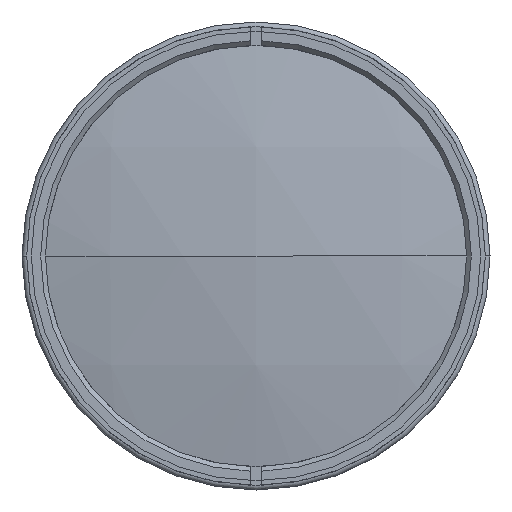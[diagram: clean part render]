
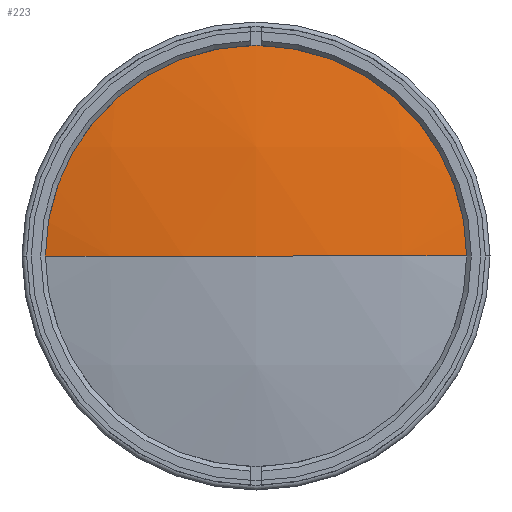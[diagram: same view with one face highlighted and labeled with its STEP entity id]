
A CAD part, left-side view. The second image highlights one B-rep face of the part: STEP entity #223.
In plain terms, the highlighted spherical face has radius 224 mm.
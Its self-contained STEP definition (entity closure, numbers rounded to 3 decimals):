
#37 = CARTESIAN_POINT ( 'NONE',  ( 36.615, 0., 0. ) ) ;
#83 = EDGE_CURVE ( 'NONE', #999, #972, #1290, .T. ) ;
#185 = EDGE_LOOP ( 'NONE', ( #1045, #2209, #1785 ) ) ;
#189 = EDGE_CURVE ( 'NONE', #999, #383, #1855, .T. ) ;
#223 = ADVANCED_FACE ( 'NONE', ( #1341 ), #1156, .T. ) ;
#333 = DIRECTION ( 'NONE',  ( 0., -1., 0. ) ) ;
#383 = VERTEX_POINT ( 'NONE', #1959 ) ;
#497 = DIRECTION ( 'NONE',  ( -1., 0., 0. ) ) ;
#672 = DIRECTION ( 'NONE',  ( 0., 0., -1. ) ) ;
#856 = CARTESIAN_POINT ( 'NONE',  ( 36.615, 0., 0. ) ) ;
#952 = DIRECTION ( 'NONE',  ( 0., 0., -1. ) ) ;
#972 = VERTEX_POINT ( 'NONE', #1354 ) ;
#999 = VERTEX_POINT ( 'NONE', #1739 ) ;
#1011 = DIRECTION ( 'NONE',  ( 0., 0., 1. ) ) ;
#1045 = ORIENTED_EDGE ( 'NONE', *, *, #189, .T. ) ;
#1139 = DIRECTION ( 'NONE',  ( 0., 1., 0. ) ) ;
#1147 = CARTESIAN_POINT ( 'NONE',  ( 36.615, 0., 0. ) ) ;
#1156 = SPHERICAL_SURFACE ( 'NONE', #1499, 224. ) ;
#1290 = CIRCLE ( 'NONE', #1384, 224. ) ;
#1341 = FACE_OUTER_BOUND ( 'NONE', #185, .T. ) ;
#1354 = CARTESIAN_POINT ( 'NONE',  ( -187.385, 0., 0. ) ) ;
#1384 = AXIS2_PLACEMENT_3D ( 'NONE', #1147, #952, #1139 ) ;
#1406 = AXIS2_PLACEMENT_3D ( 'NONE', #856, #1712, #2057 ) ;
#1499 = AXIS2_PLACEMENT_3D ( 'NONE', #37, #1011, #333 ) ;
#1535 = EDGE_CURVE ( 'NONE', #383, #972, #1601, .T. ) ;
#1601 = CIRCLE ( 'NONE', #1406, 224. ) ;
#1712 = DIRECTION ( 'NONE',  ( 0., 0., 1. ) ) ;
#1739 = CARTESIAN_POINT ( 'NONE',  ( -182.505, -46.5, 0. ) ) ;
#1765 = CARTESIAN_POINT ( 'NONE',  ( -182.505, 0., 0. ) ) ;
#1785 = ORIENTED_EDGE ( 'NONE', *, *, #83, .F. ) ;
#1855 = CIRCLE ( 'NONE', #2088, 46.5 ) ;
#1959 = CARTESIAN_POINT ( 'NONE',  ( -182.505, 46.5, 0. ) ) ;
#2057 = DIRECTION ( 'NONE',  ( 0., -1., 0. ) ) ;
#2088 = AXIS2_PLACEMENT_3D ( 'NONE', #1765, #497, #672 ) ;
#2209 = ORIENTED_EDGE ( 'NONE', *, *, #1535, .T. ) ;
